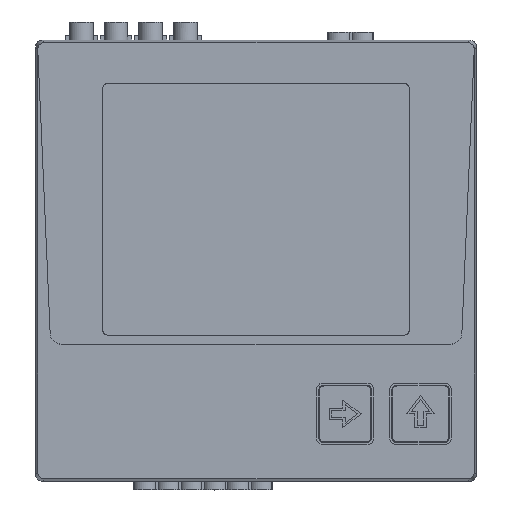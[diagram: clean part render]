
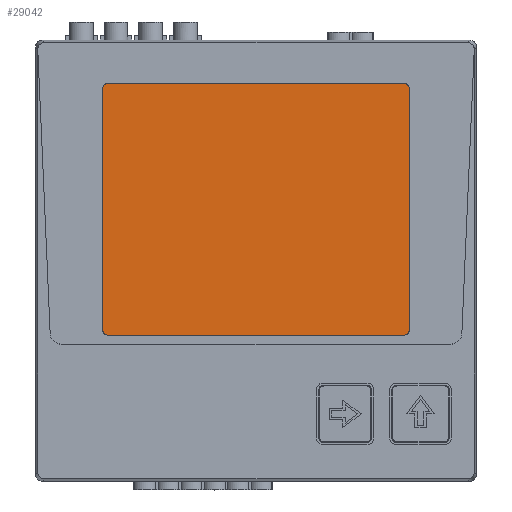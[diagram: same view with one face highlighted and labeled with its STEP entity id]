
A CAD part, top view. The second image highlights one B-rep face of the part: STEP entity #29042.
In plain terms, the highlighted planar face has unit normal (0, 0, 1).
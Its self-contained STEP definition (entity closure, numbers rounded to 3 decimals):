
#28787=AXIS2_PLACEMENT_3D('Circle Axis2P3D',#28785,#28786,$) ;
#28865=AXIS2_PLACEMENT_3D('Circle Axis2P3D',#28863,#28864,$) ;
#28929=AXIS2_PLACEMENT_3D('Circle Axis2P3D',#28927,#28928,$) ;
#28993=AXIS2_PLACEMENT_3D('Circle Axis2P3D',#28991,#28992,$) ;
#29030=AXIS2_PLACEMENT_3D('Plane Axis2P3D',#29027,#29028,#29029) ;
#28782=CARTESIAN_POINT('Vertex',(14.75,87.85,78.05)) ;
#28785=CARTESIAN_POINT('Axis2P3D Location',(15.75,87.85,78.05)) ;
#28789=CARTESIAN_POINT('Vertex',(15.75,88.85,78.05)) ;
#28828=CARTESIAN_POINT('Vertex',(14.75,34.85,78.05)) ;
#28831=CARTESIAN_POINT('Line Origine',(14.75,61.35,78.05)) ;
#28860=CARTESIAN_POINT('Vertex',(15.75,33.85,78.05)) ;
#28863=CARTESIAN_POINT('Axis2P3D Location',(15.75,34.85,78.05)) ;
#28892=CARTESIAN_POINT('Vertex',(80.75,33.85,78.05)) ;
#28895=CARTESIAN_POINT('Line Origine',(48.25,33.85,78.05)) ;
#28924=CARTESIAN_POINT('Vertex',(81.75,34.85,78.05)) ;
#28927=CARTESIAN_POINT('Axis2P3D Location',(80.75,34.85,78.05)) ;
#28956=CARTESIAN_POINT('Vertex',(81.75,87.85,78.05)) ;
#28959=CARTESIAN_POINT('Line Origine',(81.75,61.35,78.05)) ;
#28988=CARTESIAN_POINT('Vertex',(80.75,88.85,78.05)) ;
#28991=CARTESIAN_POINT('Axis2P3D Location',(80.75,87.85,78.05)) ;
#29014=CARTESIAN_POINT('Line Origine',(48.25,88.85,78.05)) ;
#29027=CARTESIAN_POINT('Axis2P3D Location',(0.,0.,78.05)) ;
#28786=DIRECTION('Axis2P3D Direction',(0.,0.,1.)) ;
#28832=DIRECTION('Vector Direction',(0.,-1.,0.)) ;
#28864=DIRECTION('Axis2P3D Direction',(0.,0.,1.)) ;
#28896=DIRECTION('Vector Direction',(-1.,0.,0.)) ;
#28928=DIRECTION('Axis2P3D Direction',(0.,0.,1.)) ;
#28960=DIRECTION('Vector Direction',(0.,1.,0.)) ;
#28992=DIRECTION('Axis2P3D Direction',(0.,0.,1.)) ;
#29015=DIRECTION('Vector Direction',(1.,0.,0.)) ;
#29028=DIRECTION('Axis2P3D Direction',(0.,0.,1.)) ;
#29029=DIRECTION('Axis2P3D XDirection',(1.,0.,0.)) ;
#28833=VECTOR('Line Direction',#28832,1.) ;
#28897=VECTOR('Line Direction',#28896,1.) ;
#28961=VECTOR('Line Direction',#28960,1.) ;
#29016=VECTOR('Line Direction',#29015,1.) ;
#29033=ORIENTED_EDGE('',*,*,#28791,.T.) ;
#29034=ORIENTED_EDGE('',*,*,#28835,.T.) ;
#29035=ORIENTED_EDGE('',*,*,#28867,.T.) ;
#29036=ORIENTED_EDGE('',*,*,#28899,.T.) ;
#29037=ORIENTED_EDGE('',*,*,#28931,.T.) ;
#29038=ORIENTED_EDGE('',*,*,#28963,.T.) ;
#29039=ORIENTED_EDGE('',*,*,#28995,.T.) ;
#29040=ORIENTED_EDGE('',*,*,#29018,.T.) ;
#29042=ADVANCED_FACE('MONITOR',(#29041),#29031,.T.) ;
#28788=CIRCLE('generated circle',#28787,1.) ;
#28866=CIRCLE('generated circle',#28865,1.) ;
#28930=CIRCLE('generated circle',#28929,1.) ;
#28994=CIRCLE('generated circle',#28993,1.) ;
#28791=EDGE_CURVE('',#28790,#28783,#28788,.T.) ;
#28835=EDGE_CURVE('',#28783,#28829,#28834,.T.) ;
#28867=EDGE_CURVE('',#28829,#28861,#28866,.T.) ;
#28899=EDGE_CURVE('',#28861,#28893,#28898,.F.) ;
#28931=EDGE_CURVE('',#28893,#28925,#28930,.T.) ;
#28963=EDGE_CURVE('',#28925,#28957,#28962,.T.) ;
#28995=EDGE_CURVE('',#28957,#28989,#28994,.T.) ;
#29018=EDGE_CURVE('',#28989,#28790,#29017,.F.) ;
#29032=EDGE_LOOP('',(#29033,#29034,#29035,#29036,#29037,#29038,#29039,#29040)) ;
#29041=FACE_OUTER_BOUND('',#29032,.T.) ;
#28834=LINE('Line',#28831,#28833) ;
#28898=LINE('Line',#28895,#28897) ;
#28962=LINE('Line',#28959,#28961) ;
#29017=LINE('Line',#29014,#29016) ;
#29031=PLANE('',#29030) ;
#28783=VERTEX_POINT('',#28782) ;
#28790=VERTEX_POINT('',#28789) ;
#28829=VERTEX_POINT('',#28828) ;
#28861=VERTEX_POINT('',#28860) ;
#28893=VERTEX_POINT('',#28892) ;
#28925=VERTEX_POINT('',#28924) ;
#28957=VERTEX_POINT('',#28956) ;
#28989=VERTEX_POINT('',#28988) ;
